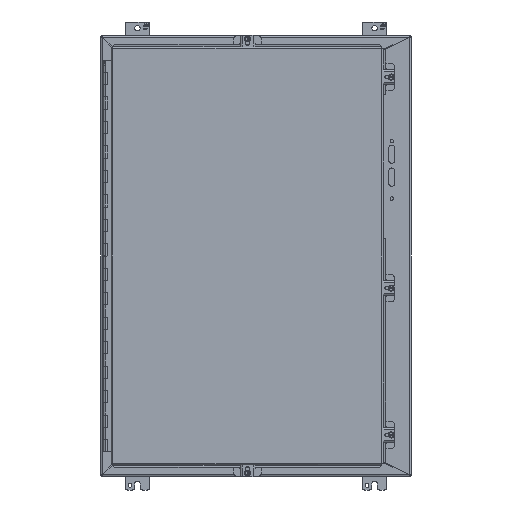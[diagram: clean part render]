
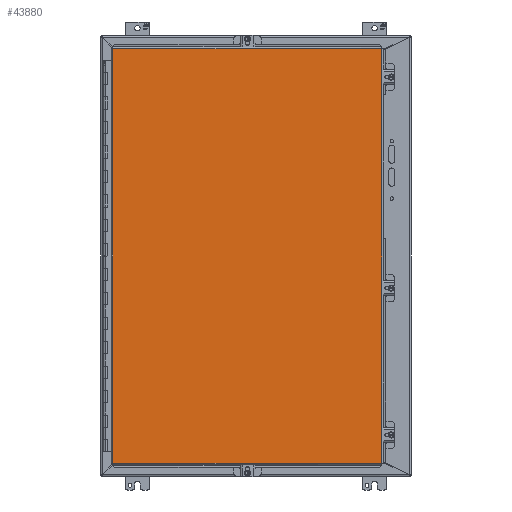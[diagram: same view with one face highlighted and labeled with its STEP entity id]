
A CAD part, front view. The second image highlights one B-rep face of the part: STEP entity #43880.
In plain terms, the highlighted planar face has unit normal (0, -1, 0).
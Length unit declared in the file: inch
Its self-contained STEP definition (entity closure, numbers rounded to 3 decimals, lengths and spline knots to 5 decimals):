
#33 = VECTOR ( 'NONE', #19605, 39.37008 ) ;
#1597 = LINE ( 'NONE', #1883, #33 ) ;
#1883 = CARTESIAN_POINT ( 'NONE',  ( -11.7135, -9.21, -17.0625 ) ) ;
#3753 = CARTESIAN_POINT ( 'NONE',  ( -11.7135, -9.21, -16.9545 ) ) ;
#4006 = DIRECTION ( 'NONE',  ( 1., 0., 0. ) ) ;
#6614 = AXIS2_PLACEMENT_3D ( 'NONE', #11599, #38970, #7815 ) ;
#7040 = VERTEX_POINT ( 'NONE', #17673 ) ;
#7815 = DIRECTION ( 'NONE',  ( 0., 0., -1. ) ) ;
#9975 = VERTEX_POINT ( 'NONE', #14251 ) ;
#11599 = CARTESIAN_POINT ( 'NONE',  ( -11.8215, -9.21, -17.0625 ) ) ;
#12458 = ORIENTED_EDGE ( 'NONE', *, *, #53036, .T. ) ;
#12937 = VECTOR ( 'NONE', #43996, 39.37008 ) ;
#14251 = CARTESIAN_POINT ( 'NONE',  ( -11.7135, -9.21, 16.9545 ) ) ;
#17673 = CARTESIAN_POINT ( 'NONE',  ( 10.2585, -9.21, -16.9545 ) ) ;
#17942 = EDGE_CURVE ( 'NONE', #9975, #33651, #1597, .T. ) ;
#19605 = DIRECTION ( 'NONE',  ( 0., 0., -1. ) ) ;
#22009 = CARTESIAN_POINT ( 'NONE',  ( -11.8215, -9.21, -16.9545 ) ) ;
#22084 = VECTOR ( 'NONE', #50901, 39.37008 ) ;
#23667 = EDGE_CURVE ( 'NONE', #7040, #34730, #55538, .T. ) ;
#25795 = LINE ( 'NONE', #22009, #43651 ) ;
#29328 = PLANE ( 'NONE',  #6614 ) ;
#31125 = ORIENTED_EDGE ( 'NONE', *, *, #56340, .T. ) ;
#32388 = ORIENTED_EDGE ( 'NONE', *, *, #17942, .T. ) ;
#33651 = VERTEX_POINT ( 'NONE', #3753 ) ;
#34017 = FACE_OUTER_BOUND ( 'NONE', #46440, .T. ) ;
#34681 = LINE ( 'NONE', #48375, #12937 ) ;
#34730 = VERTEX_POINT ( 'NONE', #54230 ) ;
#38970 = DIRECTION ( 'NONE',  ( 0., -1., 0. ) ) ;
#43651 = VECTOR ( 'NONE', #4006, 39.37008 ) ;
#43880 = ADVANCED_FACE ( 'NONE', ( #34017 ), #29328, .T. ) ;
#43996 = DIRECTION ( 'NONE',  ( -1., 0., 0. ) ) ;
#46440 = EDGE_LOOP ( 'NONE', ( #32388, #31125, #47795, #12458 ) ) ;
#47795 = ORIENTED_EDGE ( 'NONE', *, *, #23667, .T. ) ;
#48375 = CARTESIAN_POINT ( 'NONE',  ( -11.8215, -9.21, 16.9545 ) ) ;
#50901 = DIRECTION ( 'NONE',  ( 0., 0., 1. ) ) ;
#51760 = CARTESIAN_POINT ( 'NONE',  ( 10.2585, -9.21, -17.0625 ) ) ;
#53036 = EDGE_CURVE ( 'NONE', #34730, #9975, #34681, .T. ) ;
#54230 = CARTESIAN_POINT ( 'NONE',  ( 10.2585, -9.21, 16.9545 ) ) ;
#55538 = LINE ( 'NONE', #51760, #22084 ) ;
#56340 = EDGE_CURVE ( 'NONE', #33651, #7040, #25795, .T. ) ;
